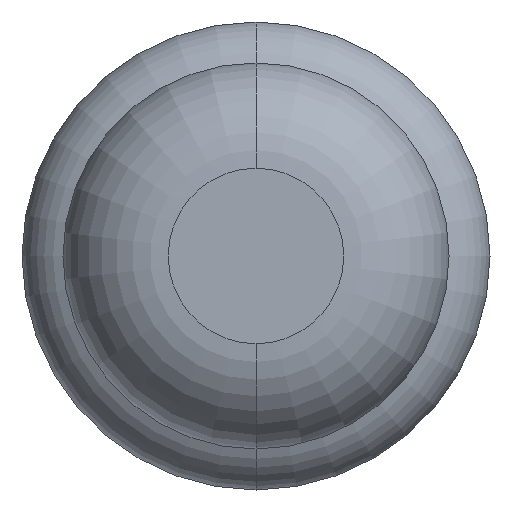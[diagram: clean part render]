
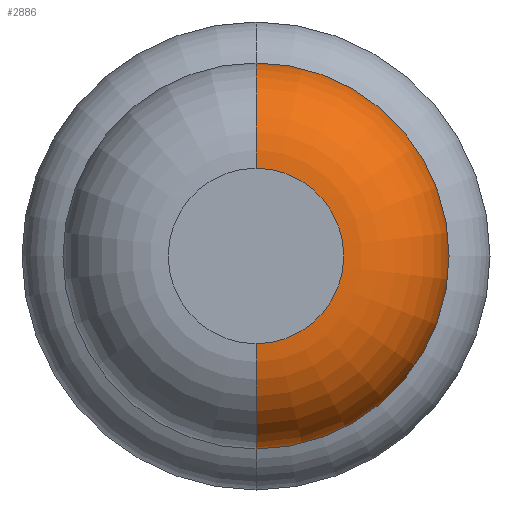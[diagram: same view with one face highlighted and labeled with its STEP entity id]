
A CAD part, front view. The second image highlights one B-rep face of the part: STEP entity #2886.
In plain terms, the highlighted toroidal (fillet/blend) face has major radius 0.375 mm and minor radius 0.45 mm.
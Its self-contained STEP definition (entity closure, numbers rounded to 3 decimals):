
#36 = DIRECTION ( 'NONE',  ( 0., 1., 0. ) ) ;
#148 = CARTESIAN_POINT ( 'NONE',  ( 0., -26., 0. ) ) ;
#231 = DIRECTION ( 'NONE',  ( -1., 0., 0. ) ) ;
#238 = ORIENTED_EDGE ( 'NONE', *, *, #3089, .F. ) ;
#326 = VERTEX_POINT ( 'NONE', #4149 ) ;
#360 = AXIS2_PLACEMENT_3D ( 'NONE', #1870, #928, #4125 ) ;
#435 = AXIS2_PLACEMENT_3D ( 'NONE', #148, #975, #986 ) ;
#471 = AXIS2_PLACEMENT_3D ( 'NONE', #2036, #36, #3985 ) ;
#686 = EDGE_CURVE ( 'Defeature ausgef�hrt1_8+Defeature ausgef�hrt1_7+Defeature ausgef�hrt1_7+Defeature ausgef�hrt1_7', #3849, #326, #2097, .T. ) ;
#743 = FACE_OUTER_BOUND ( 'NONE', #1439, .T. ) ;
#928 = DIRECTION ( 'NONE',  ( 0., 1., 0. ) ) ;
#975 = DIRECTION ( 'NONE',  ( 0., 1., 0. ) ) ;
#986 = DIRECTION ( 'NONE',  ( 0., 0., 1. ) ) ;
#1123 = CIRCLE ( 'NONE', #360, 0.825 ) ;
#1173 = VERTEX_POINT ( 'NONE', #1764 ) ;
#1439 = EDGE_LOOP ( 'NONE', ( #4124, #2928, #2892, #238 ) ) ;
#1490 = AXIS2_PLACEMENT_3D ( 'NONE', #4143, #231, #3461 ) ;
#1764 = CARTESIAN_POINT ( 'NONE',  ( 0., -25.55, 0.825 ) ) ;
#1870 = CARTESIAN_POINT ( 'NONE',  ( 0., -25.55, 0. ) ) ;
#2036 = CARTESIAN_POINT ( 'NONE',  ( 0., -25.55, 0. ) ) ;
#2097 = CIRCLE ( 'NONE', #435, 0.375 ) ;
#2297 = CARTESIAN_POINT ( 'NONE',  ( 0., -25.55, -0.375 ) ) ;
#2353 = CIRCLE ( 'NONE', #2449, 0.45 ) ;
#2429 = CARTESIAN_POINT ( 'NONE',  ( 0., -25.55, -0.825 ) ) ;
#2449 = AXIS2_PLACEMENT_3D ( 'NONE', #2297, #3944, #3321 ) ;
#2717 = CARTESIAN_POINT ( 'NONE',  ( 0., -26., 0.375 ) ) ;
#2886 = ADVANCED_FACE ( 'Defeature ausgef�hrt1_8', ( #743 ), #3442, .T. ) ;
#2892 = ORIENTED_EDGE ( 'NONE', *, *, #4170, .F. ) ;
#2928 = ORIENTED_EDGE ( 'NONE', *, *, #3251, .T. ) ;
#3025 = VERTEX_POINT ( 'NONE', #2429 ) ;
#3089 = EDGE_CURVE ( 'NONE', #3849, #1173, #3347, .T. ) ;
#3251 = EDGE_CURVE ( 'NONE', #326, #3025, #2353, .T. ) ;
#3321 = DIRECTION ( 'NONE',  ( 0., 0., -1. ) ) ;
#3347 = CIRCLE ( 'NONE', #1490, 0.45 ) ;
#3442 = TOROIDAL_SURFACE ( 'NONE', #471, 0.375, 0.45 ) ;
#3461 = DIRECTION ( 'NONE',  ( 0., 0., 1. ) ) ;
#3849 = VERTEX_POINT ( 'NONE', #2717 ) ;
#3944 = DIRECTION ( 'NONE',  ( 1., 0., 0. ) ) ;
#3985 = DIRECTION ( 'NONE',  ( 0., 0., 1. ) ) ;
#4124 = ORIENTED_EDGE ( 'NONE', *, *, #686, .T. ) ;
#4125 = DIRECTION ( 'NONE',  ( 0., 0., 1. ) ) ;
#4143 = CARTESIAN_POINT ( 'NONE',  ( 0., -25.55, 0.375 ) ) ;
#4149 = CARTESIAN_POINT ( 'NONE',  ( 0., -26., -0.375 ) ) ;
#4170 = EDGE_CURVE ( 'Defeature ausgef�hrt1_9+Defeature ausgef�hrt1_8+Defeature ausgef�hrt1_8+Defeature ausgef�hrt1_8', #1173, #3025, #1123, .T. ) ;
